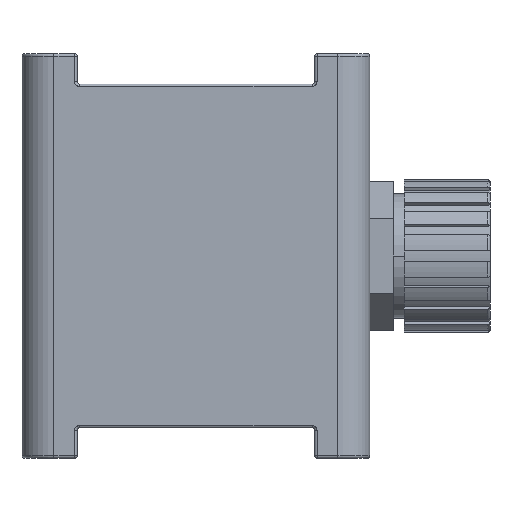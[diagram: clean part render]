
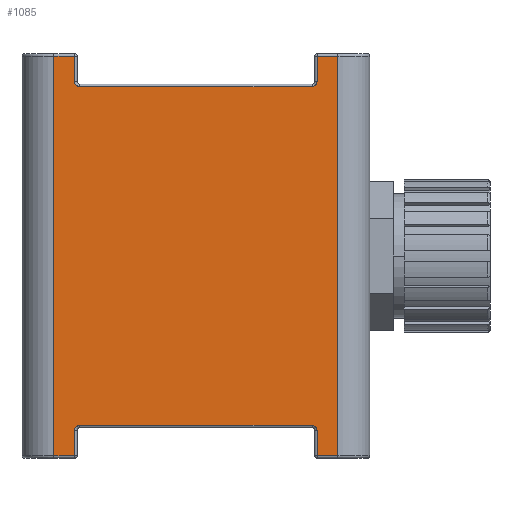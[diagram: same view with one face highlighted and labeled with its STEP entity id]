
A CAD part, front view. The second image highlights one B-rep face of the part: STEP entity #1085.
In plain terms, the highlighted planar face has unit normal (0, -1, 0).
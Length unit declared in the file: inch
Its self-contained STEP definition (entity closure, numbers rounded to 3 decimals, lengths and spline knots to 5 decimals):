
#51 = AXIS2_PLACEMENT_3D ( 'NONE', #9169, #8341, #3049 ) ;
#154 = ORIENTED_EDGE ( 'NONE', *, *, #3964, .F. ) ;
#188 = VECTOR ( 'NONE', #9189, 39.37008 ) ;
#418 = CARTESIAN_POINT ( 'NONE',  ( -1.49875, -1.38583, -2.47 ) ) ;
#469 = ORIENTED_EDGE ( 'NONE', *, *, #10426, .T. ) ;
#561 = VECTOR ( 'NONE', #11038, 39.37008 ) ;
#590 = DIRECTION ( 'NONE',  ( 0., 0., -1. ) ) ;
#591 = VECTOR ( 'NONE', #5258, 39.37008 ) ;
#600 = LINE ( 'NONE', #1412, #2653 ) ;
#782 = ORIENTED_EDGE ( 'NONE', *, *, #6638, .T. ) ;
#844 = LINE ( 'NONE', #5001, #9948 ) ;
#902 = VERTEX_POINT ( 'NONE', #1822 ) ;
#931 = DIRECTION ( 'NONE',  ( 0., 0., -1. ) ) ;
#1085 = ADVANCED_FACE ( 'NONE', ( #9592 ), #10079, .F. ) ;
#1094 = DIRECTION ( 'NONE',  ( 0., 0., 1. ) ) ;
#1128 = VERTEX_POINT ( 'NONE', #4893 ) ;
#1189 = EDGE_CURVE ( 'NONE', #1128, #8326, #11390, .T. ) ;
#1207 = CARTESIAN_POINT ( 'NONE',  ( -1.46875, -1.38583, 2.095 ) ) ;
#1412 = CARTESIAN_POINT ( 'NONE',  ( 1.75591, -1.38583, 2.5 ) ) ;
#1463 = DIRECTION ( 'NONE',  ( 1., 0., 0. ) ) ;
#1822 = CARTESIAN_POINT ( 'NONE',  ( -1.75591, -1.38583, 2.47 ) ) ;
#1941 = CARTESIAN_POINT ( 'NONE',  ( 2.14961, -1.38583, -2.095 ) ) ;
#2116 = VERTEX_POINT ( 'NONE', #3434 ) ;
#2247 = LINE ( 'NONE', #7416, #4620 ) ;
#2252 = VERTEX_POINT ( 'NONE', #10726 ) ;
#2288 = EDGE_CURVE ( 'NONE', #7107, #10020, #8048, .T. ) ;
#2319 = CARTESIAN_POINT ( 'NONE',  ( -1.43875, -1.38583, -2.155 ) ) ;
#2392 = EDGE_CURVE ( 'NONE', #2252, #10856, #7243, .T. ) ;
#2412 = AXIS2_PLACEMENT_3D ( 'NONE', #4978, #11126, #5878 ) ;
#2449 = DIRECTION ( 'NONE',  ( -1., 0., 0. ) ) ;
#2543 = ORIENTED_EDGE ( 'NONE', *, *, #9472, .T. ) ;
#2550 = CARTESIAN_POINT ( 'NONE',  ( 1.46875, -1.38583, 2.47 ) ) ;
#2653 = VECTOR ( 'NONE', #11137, 39.37008 ) ;
#2727 = VERTEX_POINT ( 'NONE', #8110 ) ;
#2855 = EDGE_CURVE ( 'NONE', #8479, #2727, #7943, .T. ) ;
#3049 = DIRECTION ( 'NONE',  ( -1., 0., 0. ) ) ;
#3096 = ORIENTED_EDGE ( 'NONE', *, *, #8386, .F. ) ;
#3188 = ORIENTED_EDGE ( 'NONE', *, *, #3718, .T. ) ;
#3206 = DIRECTION ( 'NONE',  ( -1., 0., 0. ) ) ;
#3265 = ORIENTED_EDGE ( 'NONE', *, *, #3863, .T. ) ;
#3434 = CARTESIAN_POINT ( 'NONE',  ( 1.49875, -1.38583, 2.47 ) ) ;
#3491 = DIRECTION ( 'NONE',  ( 0., -1., 0. ) ) ;
#3497 = EDGE_CURVE ( 'NONE', #2116, #6911, #8897, .T. ) ;
#3608 = LINE ( 'NONE', #6914, #10370 ) ;
#3610 = ORIENTED_EDGE ( 'NONE', *, *, #2288, .T. ) ;
#3718 = EDGE_CURVE ( 'NONE', #6407, #3757, #2247, .T. ) ;
#3757 = VERTEX_POINT ( 'NONE', #418 ) ;
#3863 = EDGE_CURVE ( 'NONE', #6046, #11374, #600, .T. ) ;
#3891 = CARTESIAN_POINT ( 'NONE',  ( -1.75591, -1.38583, -2.47 ) ) ;
#3964 = EDGE_CURVE ( 'NONE', #7107, #10856, #11222, .T. ) ;
#4003 = VECTOR ( 'NONE', #8118, 39.37008 ) ;
#4179 = CARTESIAN_POINT ( 'NONE',  ( 1.43875, -1.38583, 2.155 ) ) ;
#4204 = VECTOR ( 'NONE', #590, 39.37008 ) ;
#4260 = CARTESIAN_POINT ( 'NONE',  ( 1.75591, -1.38583, -2.47 ) ) ;
#4620 = VECTOR ( 'NONE', #8274, 39.37008 ) ;
#4893 = CARTESIAN_POINT ( 'NONE',  ( 1.49875, -1.38583, -2.155 ) ) ;
#4971 = CARTESIAN_POINT ( 'NONE',  ( 1.43875, -1.38583, -2.095 ) ) ;
#4978 = CARTESIAN_POINT ( 'NONE',  ( 1.43875, -1.38583, -2.155 ) ) ;
#5001 = CARTESIAN_POINT ( 'NONE',  ( 2.14961, -1.38583, -2.47 ) ) ;
#5086 = DIRECTION ( 'NONE',  ( -1., 0., 0. ) ) ;
#5164 = CARTESIAN_POINT ( 'NONE',  ( -1.49875, -1.38583, 2.47 ) ) ;
#5258 = DIRECTION ( 'NONE',  ( -1., 0., 0. ) ) ;
#5735 = LINE ( 'NONE', #7110, #10110 ) ;
#5756 = VECTOR ( 'NONE', #1094, 39.37008 ) ;
#5873 = CARTESIAN_POINT ( 'NONE',  ( 1.49875, -1.38583, -2.47 ) ) ;
#5878 = DIRECTION ( 'NONE',  ( -1., 0., 0. ) ) ;
#5920 = CARTESIAN_POINT ( 'NONE',  ( 1.49875, -1.38583, 2.125 ) ) ;
#6046 = VERTEX_POINT ( 'NONE', #4260 ) ;
#6178 = EDGE_CURVE ( 'NONE', #1128, #8339, #5735, .T. ) ;
#6249 = CARTESIAN_POINT ( 'NONE',  ( -1.49875, -1.38583, 2.5 ) ) ;
#6407 = VERTEX_POINT ( 'NONE', #3891 ) ;
#6521 = CIRCLE ( 'NONE', #8012, 0.06 ) ;
#6638 = EDGE_CURVE ( 'NONE', #10020, #902, #3608, .T. ) ;
#6911 = VERTEX_POINT ( 'NONE', #9929 ) ;
#6914 = CARTESIAN_POINT ( 'NONE',  ( -1.75591, -1.38583, 2.47 ) ) ;
#7107 = VERTEX_POINT ( 'NONE', #10525 ) ;
#7110 = CARTESIAN_POINT ( 'NONE',  ( 1.49875, -1.38583, 2.5 ) ) ;
#7243 = LINE ( 'NONE', #1207, #188 ) ;
#7271 = CARTESIAN_POINT ( 'NONE',  ( -1.49875, -1.38583, 2.5 ) ) ;
#7416 = CARTESIAN_POINT ( 'NONE',  ( 2.14961, -1.38583, -2.47 ) ) ;
#7744 = AXIS2_PLACEMENT_3D ( 'NONE', #8790, #3491, #9651 ) ;
#7762 = EDGE_CURVE ( 'NONE', #8479, #8326, #10761, .T. ) ;
#7943 = CIRCLE ( 'NONE', #8838, 0.06 ) ;
#8012 = AXIS2_PLACEMENT_3D ( 'NONE', #4179, #10343, #5086 ) ;
#8048 = LINE ( 'NONE', #7271, #5756 ) ;
#8110 = CARTESIAN_POINT ( 'NONE',  ( -1.49875, -1.38583, -2.155 ) ) ;
#8118 = DIRECTION ( 'NONE',  ( 1., 0., 0. ) ) ;
#8143 = LINE ( 'NONE', #10157, #561 ) ;
#8222 = ORIENTED_EDGE ( 'NONE', *, *, #2392, .T. ) ;
#8274 = DIRECTION ( 'NONE',  ( 1., 0., 0. ) ) ;
#8326 = VERTEX_POINT ( 'NONE', #4971 ) ;
#8336 = CARTESIAN_POINT ( 'NONE',  ( -1.43875, -1.38583, 2.095 ) ) ;
#8339 = VERTEX_POINT ( 'NONE', #5873 ) ;
#8341 = DIRECTION ( 'NONE',  ( 0., 1., 0. ) ) ;
#8386 = EDGE_CURVE ( 'NONE', #2252, #6911, #6521, .T. ) ;
#8432 = CARTESIAN_POINT ( 'NONE',  ( 1.75591, -1.38583, 2.47 ) ) ;
#8472 = ORIENTED_EDGE ( 'NONE', *, *, #8587, .T. ) ;
#8479 = VERTEX_POINT ( 'NONE', #11332 ) ;
#8493 = DIRECTION ( 'NONE',  ( 0., -1., 0. ) ) ;
#8587 = EDGE_CURVE ( 'NONE', #3757, #2727, #11430, .T. ) ;
#8790 = CARTESIAN_POINT ( 'NONE',  ( -1.43875, -1.38583, 2.155 ) ) ;
#8838 = AXIS2_PLACEMENT_3D ( 'NONE', #2319, #8493, #3206 ) ;
#8897 = LINE ( 'NONE', #5920, #4204 ) ;
#9114 = VECTOR ( 'NONE', #10607, 39.37008 ) ;
#9169 = CARTESIAN_POINT ( 'NONE',  ( 2.14961, -1.38583, 2.5 ) ) ;
#9189 = DIRECTION ( 'NONE',  ( -1., 0., 0. ) ) ;
#9472 = EDGE_CURVE ( 'NONE', #11374, #2116, #9682, .T. ) ;
#9592 = FACE_OUTER_BOUND ( 'NONE', #10127, .T. ) ;
#9651 = DIRECTION ( 'NONE',  ( -1., 0., 0. ) ) ;
#9682 = LINE ( 'NONE', #2550, #591 ) ;
#9717 = ORIENTED_EDGE ( 'NONE', *, *, #6178, .T. ) ;
#9750 = ORIENTED_EDGE ( 'NONE', *, *, #3497, .T. ) ;
#9929 = CARTESIAN_POINT ( 'NONE',  ( 1.49875, -1.38583, 2.155 ) ) ;
#9948 = VECTOR ( 'NONE', #1463, 39.37008 ) ;
#10020 = VERTEX_POINT ( 'NONE', #5164 ) ;
#10079 = PLANE ( 'NONE',  #51 ) ;
#10110 = VECTOR ( 'NONE', #931, 39.37008 ) ;
#10127 = EDGE_LOOP ( 'NONE', ( #9717, #469, #3265, #2543, #9750, #3096, #8222, #154, #3610, #782, #11346, #3188, #8472, #10631, #11323, #11271 ) ) ;
#10157 = CARTESIAN_POINT ( 'NONE',  ( -1.75591, -1.38583, 2.5 ) ) ;
#10343 = DIRECTION ( 'NONE',  ( 0., -1., 0. ) ) ;
#10370 = VECTOR ( 'NONE', #2449, 39.37008 ) ;
#10426 = EDGE_CURVE ( 'NONE', #8339, #6046, #844, .T. ) ;
#10525 = CARTESIAN_POINT ( 'NONE',  ( -1.49875, -1.38583, 2.155 ) ) ;
#10607 = DIRECTION ( 'NONE',  ( 0., 0., 1. ) ) ;
#10631 = ORIENTED_EDGE ( 'NONE', *, *, #2855, .F. ) ;
#10726 = CARTESIAN_POINT ( 'NONE',  ( 1.43875, -1.38583, 2.095 ) ) ;
#10761 = LINE ( 'NONE', #1941, #4003 ) ;
#10856 = VERTEX_POINT ( 'NONE', #8336 ) ;
#10881 = EDGE_CURVE ( 'NONE', #902, #6407, #8143, .T. ) ;
#11038 = DIRECTION ( 'NONE',  ( 0., 0., -1. ) ) ;
#11126 = DIRECTION ( 'NONE',  ( 0., -1., 0. ) ) ;
#11137 = DIRECTION ( 'NONE',  ( 0., 0., 1. ) ) ;
#11222 = CIRCLE ( 'NONE', #7744, 0.06 ) ;
#11271 = ORIENTED_EDGE ( 'NONE', *, *, #1189, .F. ) ;
#11323 = ORIENTED_EDGE ( 'NONE', *, *, #7762, .T. ) ;
#11332 = CARTESIAN_POINT ( 'NONE',  ( -1.43875, -1.38583, -2.095 ) ) ;
#11346 = ORIENTED_EDGE ( 'NONE', *, *, #10881, .T. ) ;
#11374 = VERTEX_POINT ( 'NONE', #8432 ) ;
#11390 = CIRCLE ( 'NONE', #2412, 0.06 ) ;
#11430 = LINE ( 'NONE', #6249, #9114 ) ;
